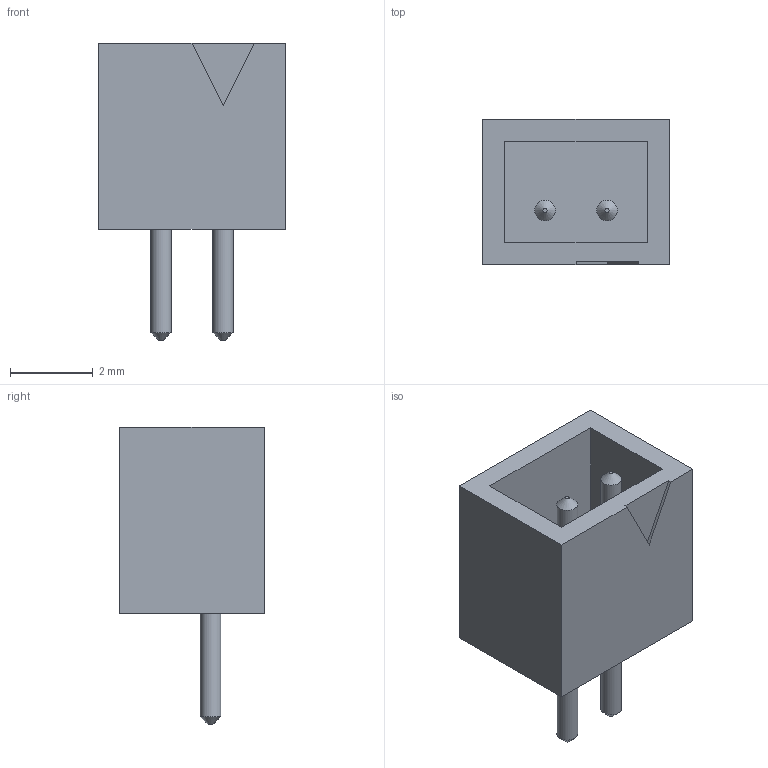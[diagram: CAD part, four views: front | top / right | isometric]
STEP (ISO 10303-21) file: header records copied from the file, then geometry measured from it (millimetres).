
FILE_DESCRIPTION(('FreeCAD Model'),'2;1');
FILE_NAME('Open CASCADE Shape Model','2023-09-06T16:09:55',('Author'),( ''),'Open CASCADE STEP processor 7.5','FreeCAD','Unknown');
FILE_SCHEMA(('AUTOMOTIVE_DESIGN { 1 0 10303 214 1 1 1 1 }'));
Length unit declared in the file: millimetre
Products named in the file (3): ASSEMBLY; Body; LeadsArray
Assembly tree (2 placements, depth 2):
  ASSEMBLY
    Body
    LeadsArray
Bounding box: 4.5 x 3.5 x 7.2 mm (x, y, z)
Volume: 48.8 mm3; surface area: 160.6 mm2
Topology: 3 solids, 3 shells, 24 faces, 75 edges, 126 vertices
Faces by surface type: plane 18, cone 4, cylinder 2
Full cylindrical faces by diameter (mm): 0.5 x2
Entity records: 1653 total; most frequent: CARTESIAN_POINT 346, DIRECTION 239, LINE 133, VECTOR 133, ORIENTED_EDGE 94, PCURVE 94, DEFINITIONAL_REPRESENTATION 94, AXIS2_PLACEMENT_3D 51
